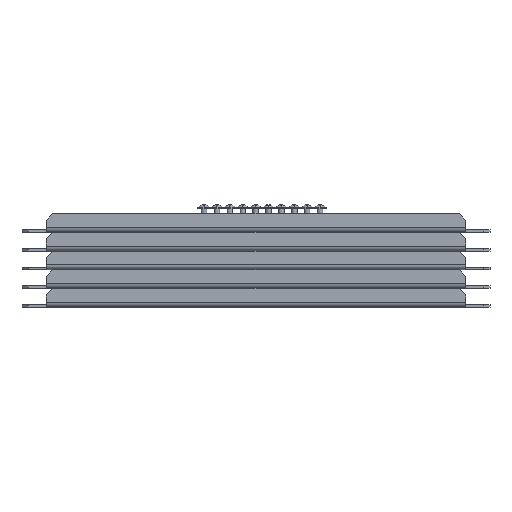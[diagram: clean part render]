
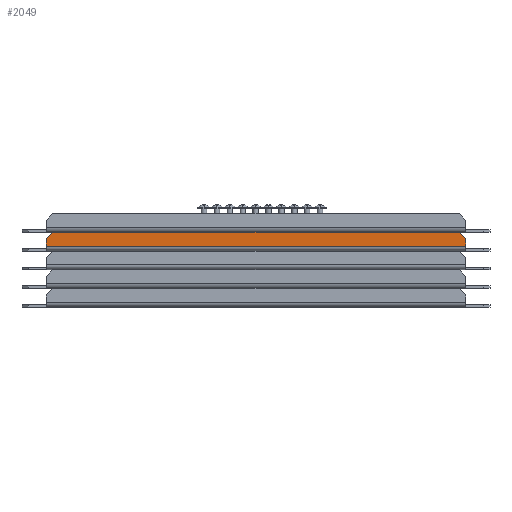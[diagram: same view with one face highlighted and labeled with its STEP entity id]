
A CAD part, front view. The second image highlights one B-rep face of the part: STEP entity #2049.
In plain terms, the highlighted planar face has unit normal (0, -1, 0).
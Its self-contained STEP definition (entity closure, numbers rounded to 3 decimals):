
#5 = LINE ( 'NONE', #2788, #2959 ) ;
#29 = ORIENTED_EDGE ( 'NONE', *, *, #980, .T. ) ;
#123 = CARTESIAN_POINT ( 'NONE',  ( -162.5, -2., 3.875 ) ) ;
#161 = VERTEX_POINT ( 'NONE', #3810 ) ;
#376 = CARTESIAN_POINT ( 'NONE',  ( 162.5, -2., 3.875 ) ) ;
#689 = CARTESIAN_POINT ( 'NONE',  ( -162.5, -2., 9.5 ) ) ;
#747 = EDGE_CURVE ( 'NONE', #161, #4475, #1223, .T. ) ;
#768 = CARTESIAN_POINT ( 'NONE',  ( -162.5, -2., 3.875 ) ) ;
#886 = CARTESIAN_POINT ( 'NONE',  ( -157.5, -2., 14.5 ) ) ;
#900 = EDGE_CURVE ( 'NONE', #4140, #1315, #4491, .T. ) ;
#980 = EDGE_CURVE ( 'NONE', #4475, #3556, #4503, .T. ) ;
#1039 = ORIENTED_EDGE ( 'NONE', *, *, #3509, .T. ) ;
#1067 = CARTESIAN_POINT ( 'NONE',  ( -162.5, -2., 14.5 ) ) ;
#1223 = LINE ( 'NONE', #1635, #1439 ) ;
#1315 = VERTEX_POINT ( 'NONE', #3777 ) ;
#1332 = VECTOR ( 'NONE', #1426, 1000. ) ;
#1394 = LINE ( 'NONE', #768, #4060 ) ;
#1426 = DIRECTION ( 'NONE',  ( 0., 0., 1. ) ) ;
#1435 = DIRECTION ( 'NONE',  ( 0., 0., 1. ) ) ;
#1439 = VECTOR ( 'NONE', #2354, 1000. ) ;
#1621 = FACE_OUTER_BOUND ( 'NONE', #3757, .T. ) ;
#1635 = CARTESIAN_POINT ( 'NONE',  ( -162.5, -2., 14.5 ) ) ;
#1707 = EDGE_CURVE ( 'NONE', #4140, #4311, #1394, .T. ) ;
#1713 = VECTOR ( 'NONE', #2050, 1000. ) ;
#1766 = PLANE ( 'NONE',  #3829 ) ;
#1828 = CARTESIAN_POINT ( 'NONE',  ( -162.5, -2., 9.5 ) ) ;
#2049 = ADVANCED_FACE ( 'NONE', ( #1621 ), #1766, .F. ) ;
#2050 = DIRECTION ( 'NONE',  ( 0., 0., -1. ) ) ;
#2175 = DIRECTION ( 'NONE',  ( -0.707, 0., -0.707 ) ) ;
#2224 = ORIENTED_EDGE ( 'NONE', *, *, #900, .T. ) ;
#2354 = DIRECTION ( 'NONE',  ( -1., 0., 0. ) ) ;
#2370 = CARTESIAN_POINT ( 'NONE',  ( -162.5, -2., 2. ) ) ;
#2545 = EDGE_CURVE ( 'NONE', #3556, #4311, #2733, .T. ) ;
#2733 = LINE ( 'NONE', #2370, #1713 ) ;
#2788 = CARTESIAN_POINT ( 'NONE',  ( 157.5, -2., 14.5 ) ) ;
#2830 = DIRECTION ( 'NONE',  ( 0., 1., 0. ) ) ;
#2866 = ORIENTED_EDGE ( 'NONE', *, *, #1707, .F. ) ;
#2959 = VECTOR ( 'NONE', #4499, 1000. ) ;
#3158 = CARTESIAN_POINT ( 'NONE',  ( 162.5, -2., 14.5 ) ) ;
#3211 = DIRECTION ( 'NONE',  ( -1., 0., 0. ) ) ;
#3509 = EDGE_CURVE ( 'NONE', #1315, #161, #5, .T. ) ;
#3556 = VERTEX_POINT ( 'NONE', #689 ) ;
#3757 = EDGE_LOOP ( 'NONE', ( #3843, #29, #3902, #2866, #2224, #1039 ) ) ;
#3777 = CARTESIAN_POINT ( 'NONE',  ( 162.5, -2., 9.5 ) ) ;
#3810 = CARTESIAN_POINT ( 'NONE',  ( 157.5, -2., 14.5 ) ) ;
#3829 = AXIS2_PLACEMENT_3D ( 'NONE', #1067, #2830, #1435 ) ;
#3843 = ORIENTED_EDGE ( 'NONE', *, *, #747, .T. ) ;
#3902 = ORIENTED_EDGE ( 'NONE', *, *, #2545, .T. ) ;
#3938 = VECTOR ( 'NONE', #2175, 1000. ) ;
#4060 = VECTOR ( 'NONE', #3211, 1000. ) ;
#4140 = VERTEX_POINT ( 'NONE', #376 ) ;
#4311 = VERTEX_POINT ( 'NONE', #123 ) ;
#4475 = VERTEX_POINT ( 'NONE', #886 ) ;
#4491 = LINE ( 'NONE', #3158, #1332 ) ;
#4499 = DIRECTION ( 'NONE',  ( -0.707, 0., 0.707 ) ) ;
#4503 = LINE ( 'NONE', #1828, #3938 ) ;
